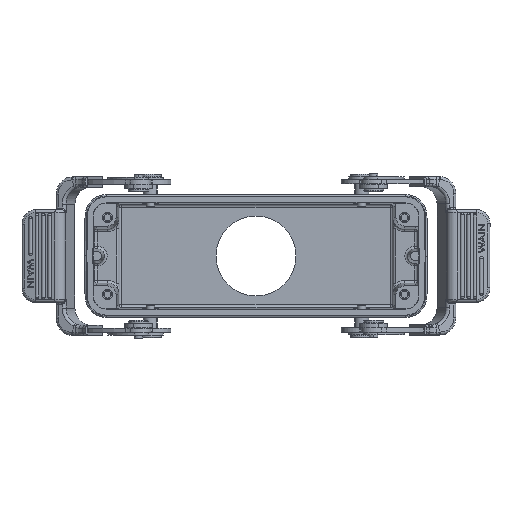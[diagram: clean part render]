
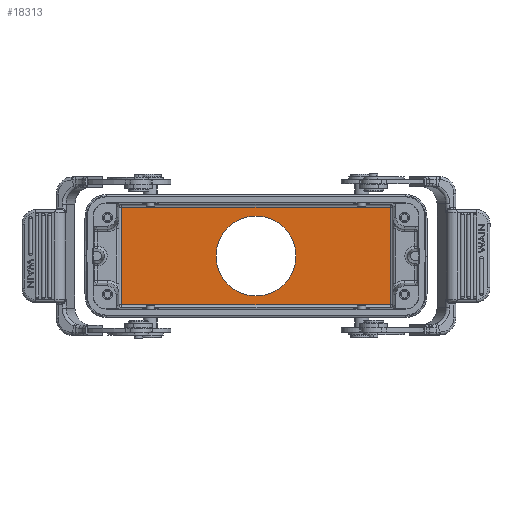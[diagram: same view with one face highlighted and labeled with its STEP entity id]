
A CAD part, front view. The second image highlights one B-rep face of the part: STEP entity #18313.
In plain terms, the highlighted planar face has unit normal (0, -1, 0).
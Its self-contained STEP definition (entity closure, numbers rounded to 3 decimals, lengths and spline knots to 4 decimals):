
#659=CARTESIAN_POINT('',(0.,2.0472,0.));
#660=DIRECTION('',(0.,-1.,0.));
#661=DIRECTION('',(1.,0.,0.));
#662=AXIS2_PLACEMENT_3D('',#659,#660,#661);
#664=CARTESIAN_POINT('',(0.,2.0472,0.));
#665=DIRECTION('',(0.,-1.,0.));
#666=DIRECTION('',(-1.,0.,0.));
#667=AXIS2_PLACEMENT_3D('',#664,#665,#666);
#669=DIRECTION('',(0.,0.,1.));
#670=VECTOR('',#669,1.3492);
#671=CARTESIAN_POINT('',(-1.8504,2.0472,
-0.6746));
#672=LINE('',#671,#670);
#11124=DIRECTION('',(-1.,0.,0.));
#11125=VECTOR('',#11124,3.7008);
#11126=CARTESIAN_POINT('',(1.8504,2.0472,
-0.6746));
#11127=LINE('',#11126,#11125);
#11151=DIRECTION('',(0.,0.,-1.));
#11152=VECTOR('',#11151,1.3492);
#11153=CARTESIAN_POINT('',(1.8504,2.0472,
0.6746));
#11154=LINE('',#11153,#11152);
#11174=DIRECTION('',(1.,0.,0.));
#11175=VECTOR('',#11174,3.7008);
#11176=CARTESIAN_POINT('',(-1.8504,2.0472,
0.6746));
#11177=LINE('',#11176,#11175);
#15904=CARTESIAN_POINT('',(0.5512,2.0472,
0.));
#15905=VERTEX_POINT('',#15904);
#15906=CARTESIAN_POINT('',(-0.5512,2.0472,
0.));
#15907=VERTEX_POINT('',#15906);
#15908=CARTESIAN_POINT('',(-1.8504,2.0472,
-0.6746));
#15909=CARTESIAN_POINT('',(-1.8504,2.0472,
0.6746));
#15910=VERTEX_POINT('',#15908);
#15911=VERTEX_POINT('',#15909);
#15912=CARTESIAN_POINT('',(1.8504,2.0472,
-0.6746));
#15913=VERTEX_POINT('',#15912);
#15914=CARTESIAN_POINT('',(1.8504,2.0472,
0.6746));
#15915=VERTEX_POINT('',#15914);
#18294=CARTESIAN_POINT('',(0.,2.0472,
0.));
#18295=DIRECTION('',(0.,1.,0.));
#18296=DIRECTION('',(1.,0.,0.));
#18297=AXIS2_PLACEMENT_3D('',#18294,#18295,#18296);
#18298=PLANE('',#18297);
#18300=ORIENTED_EDGE('',*,*,#18299,.T.);
#18302=ORIENTED_EDGE('',*,*,#18301,.T.);
#18304=ORIENTED_EDGE('',*,*,#18303,.T.);
#18306=ORIENTED_EDGE('',*,*,#18305,.T.);
#18307=EDGE_LOOP('',(#18300,#18302,#18304,#18306));
#18308=FACE_OUTER_BOUND('',#18307,.F.);
#18309=ORIENTED_EDGE('',*,*,#18274,.T.);
#18310=ORIENTED_EDGE('',*,*,#18288,.T.);
#18311=EDGE_LOOP('',(#18309,#18310));
#18312=FACE_BOUND('',#18311,.F.);
#18313=ADVANCED_FACE('',(#18308,#18312),#18298,.F.);
#663=CIRCLE('',#662,0.5512);
#668=CIRCLE('',#667,0.5512);
#18274=EDGE_CURVE('',#15905,#15907,#663,.T.);
#18288=EDGE_CURVE('',#15907,#15905,#668,.T.);
#18299=EDGE_CURVE('',#15910,#15911,#672,.T.);
#18301=EDGE_CURVE('',#15911,#15915,#11177,.T.);
#18303=EDGE_CURVE('',#15915,#15913,#11154,.T.);
#18305=EDGE_CURVE('',#15913,#15910,#11127,.T.);
